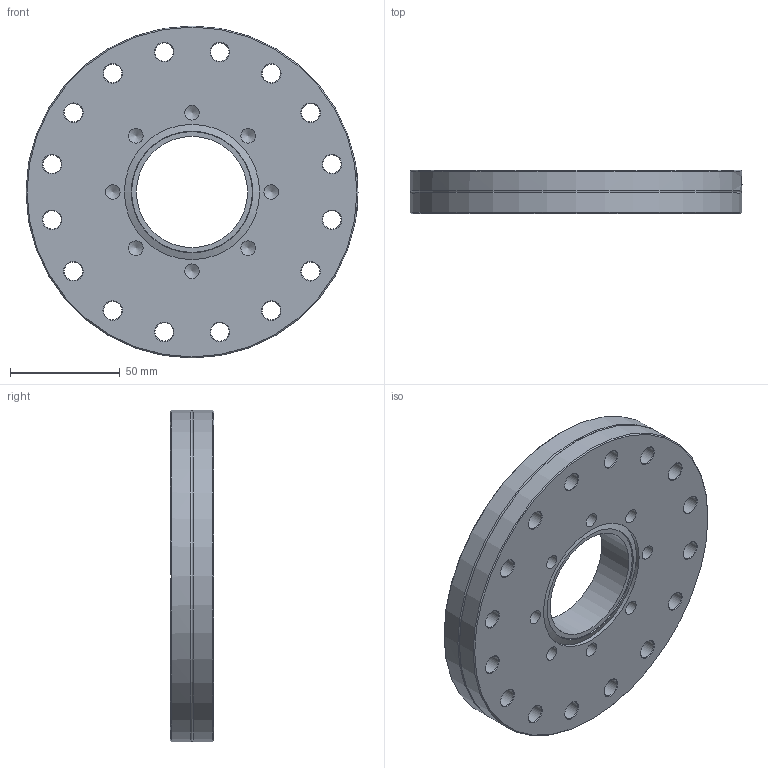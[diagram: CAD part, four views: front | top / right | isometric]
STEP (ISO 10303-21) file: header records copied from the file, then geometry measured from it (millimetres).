
FILE_DESCRIPTION(/* description */ (''),/* implementation_level */ '2;1');
FILE_NAME(/* name */ 'FL-Z100-50.stp',/* time_stamp */ '2023-02-06T12:55:32Z',/* author */ ('Paul'),/* organization */ (''),/* preprocessor_version */ 'ST-DEVELOPER v19.2',/* originating_system */ 'Autodesk Inventor 2023',/* authorisation */ '');
FILE_SCHEMA (('AUTOMOTIVE_DESIGN { 1 0 10303 214 3 1 1 }'));
Length unit declared in the file: millimetre
Products named in the file (1): FL-Z100-50
Bounding box: 151.6 x 19.8 x 151.6 mm (x, y, z)
Volume: 282713.9 mm3; surface area: 54531.4 mm2
Topology: 1 solids, 1 shells, 175 faces, 467 edges, 302 vertices
Faces by surface type: bspline 53, cone 47, cylinder 39, plane 35, torus 1
Full cylindrical faces by diameter (mm): 6.647 x8, 8.4 x16, 50.8 x1, 61.72 x1, 120.6 x1, 151.6 x2
Entity records: 17985 total; most frequent: CARTESIAN_POINT 13867, ORIENTED_EDGE 918, DIRECTION 697, EDGE_CURVE 459, VERTEX_POINT 302, AXIS2_PLACEMENT_3D 261, EDGE_LOOP 225, FACE_OUTER_BOUND 175
